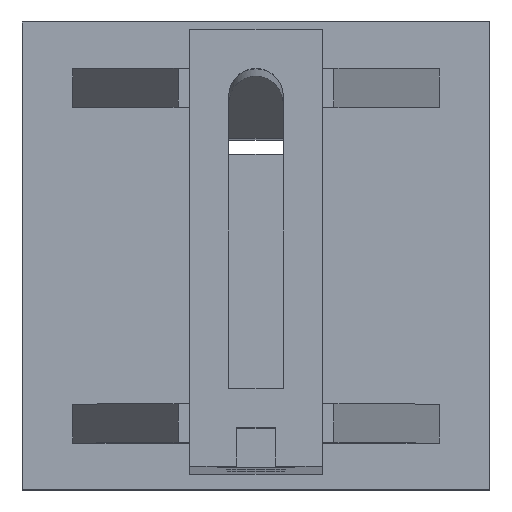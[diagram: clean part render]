
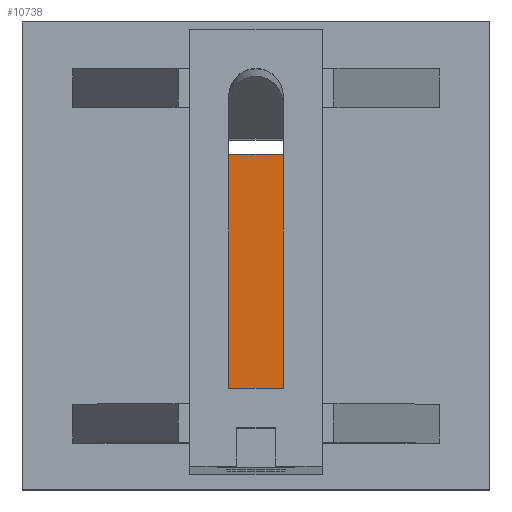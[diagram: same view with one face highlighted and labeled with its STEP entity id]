
A CAD part, top view. The second image highlights one B-rep face of the part: STEP entity #10738.
In plain terms, the highlighted planar face has unit normal (0, 0, 1).
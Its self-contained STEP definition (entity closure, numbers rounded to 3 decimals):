
#3376 = PLANE('',#3377);
#3377 = AXIS2_PLACEMENT_3D('',#3378,#3379,#3380);
#3378 = CARTESIAN_POINT('',(-0.35,3.945,26.427));
#3379 = DIRECTION('',(1.,0.,0.));
#3380 = DIRECTION('',(0.,1.,0.));
#3432 = PLANE('',#3433);
#3433 = AXIS2_PLACEMENT_3D('',#3434,#3435,#3436);
#3434 = CARTESIAN_POINT('',(0.35,3.945,26.427));
#3435 = DIRECTION('',(-1.,0.,0.));
#3436 = DIRECTION('',(0.,-1.,0.));
#6090 = PLANE('',#6091);
#6091 = AXIS2_PLACEMENT_3D('',#6092,#6093,#6094);
#6092 = CARTESIAN_POINT('',(-0.35,1.,60.));
#6093 = DIRECTION('',(0.,-1.,0.));
#6094 = DIRECTION('',(1.,0.,0.));
#7275 = PLANE('',#7276);
#7276 = AXIS2_PLACEMENT_3D('',#7277,#7278,#7279);
#7277 = CARTESIAN_POINT('',(-0.35,4.,60.));
#7278 = DIRECTION('',(0.,-1.,0.));
#7279 = DIRECTION('',(1.,0.,0.));
#10667 = VERTEX_POINT('',#10668);
#10668 = CARTESIAN_POINT('',(-0.35,1.,58.5));
#10689 = EDGE_CURVE('',#10667,#10690,#10692,.T.);
#10690 = VERTEX_POINT('',#10691);
#10691 = CARTESIAN_POINT('',(0.35,1.,58.5));
#10692 = SURFACE_CURVE('',#10693,(#10697,#10704),.PCURVE_S1.);
#10693 = LINE('',#10694,#10695);
#10694 = CARTESIAN_POINT('',(-0.35,1.,58.5));
#10695 = VECTOR('',#10696,1.);
#10696 = DIRECTION('',(1.,0.,0.));
#10697 = PCURVE('',#6090,#10698);
#10698 = DEFINITIONAL_REPRESENTATION('',(#10699),#10703);
#10699 = LINE('',#10700,#10701);
#10700 = CARTESIAN_POINT('',(0.,-1.5));
#10701 = VECTOR('',#10702,1.);
#10702 = DIRECTION('',(1.,0.));
#10703 = ( GEOMETRIC_REPRESENTATION_CONTEXT(2) 
PARAMETRIC_REPRESENTATION_CONTEXT() REPRESENTATION_CONTEXT('2D SPACE',''
  ) );
#10704 = PCURVE('',#10705,#10710);
#10705 = PLANE('',#10706);
#10706 = AXIS2_PLACEMENT_3D('',#10707,#10708,#10709);
#10707 = CARTESIAN_POINT('',(0.,2.969,58.5));
#10708 = DIRECTION('',(0.,0.,1.));
#10709 = DIRECTION('',(1.,0.,0.));
#10710 = DEFINITIONAL_REPRESENTATION('',(#10711),#10715);
#10711 = LINE('',#10712,#10713);
#10712 = CARTESIAN_POINT('',(-0.35,-1.969));
#10713 = VECTOR('',#10714,1.);
#10714 = DIRECTION('',(1.,0.));
#10715 = ( GEOMETRIC_REPRESENTATION_CONTEXT(2) 
PARAMETRIC_REPRESENTATION_CONTEXT() REPRESENTATION_CONTEXT('2D SPACE',''
  ) );
#10738 = ADVANCED_FACE('',(#10739),#10705,.T.);
#10739 = FACE_BOUND('',#10740,.T.);
#10740 = EDGE_LOOP('',(#10741,#10764,#10787,#10808));
#10741 = ORIENTED_EDGE('',*,*,#10742,.T.);
#10742 = EDGE_CURVE('',#10690,#10743,#10745,.T.);
#10743 = VERTEX_POINT('',#10744);
#10744 = CARTESIAN_POINT('',(0.35,4.,58.5));
#10745 = SURFACE_CURVE('',#10746,(#10750,#10757),.PCURVE_S1.);
#10746 = LINE('',#10747,#10748);
#10747 = CARTESIAN_POINT('',(0.35,1.,58.5));
#10748 = VECTOR('',#10749,1.);
#10749 = DIRECTION('',(0.,1.,0.));
#10750 = PCURVE('',#10705,#10751);
#10751 = DEFINITIONAL_REPRESENTATION('',(#10752),#10756);
#10752 = LINE('',#10753,#10754);
#10753 = CARTESIAN_POINT('',(0.35,-1.969));
#10754 = VECTOR('',#10755,1.);
#10755 = DIRECTION('',(0.,1.));
#10756 = ( GEOMETRIC_REPRESENTATION_CONTEXT(2) 
PARAMETRIC_REPRESENTATION_CONTEXT() REPRESENTATION_CONTEXT('2D SPACE',''
  ) );
#10757 = PCURVE('',#3432,#10758);
#10758 = DEFINITIONAL_REPRESENTATION('',(#10759),#10763);
#10759 = LINE('',#10760,#10761);
#10760 = CARTESIAN_POINT('',(2.945,32.073));
#10761 = VECTOR('',#10762,1.);
#10762 = DIRECTION('',(-1.,0.));
#10763 = ( GEOMETRIC_REPRESENTATION_CONTEXT(2) 
PARAMETRIC_REPRESENTATION_CONTEXT() REPRESENTATION_CONTEXT('2D SPACE',''
  ) );
#10764 = ORIENTED_EDGE('',*,*,#10765,.T.);
#10765 = EDGE_CURVE('',#10743,#10766,#10768,.T.);
#10766 = VERTEX_POINT('',#10767);
#10767 = CARTESIAN_POINT('',(-0.35,4.,58.5));
#10768 = SURFACE_CURVE('',#10769,(#10773,#10780),.PCURVE_S1.);
#10769 = LINE('',#10770,#10771);
#10770 = CARTESIAN_POINT('',(-0.175,4.,58.5));
#10771 = VECTOR('',#10772,1.);
#10772 = DIRECTION('',(-1.,0.,0.));
#10773 = PCURVE('',#10705,#10774);
#10774 = DEFINITIONAL_REPRESENTATION('',(#10775),#10779);
#10775 = LINE('',#10776,#10777);
#10776 = CARTESIAN_POINT('',(-0.175,1.031));
#10777 = VECTOR('',#10778,1.);
#10778 = DIRECTION('',(-1.,0.));
#10779 = ( GEOMETRIC_REPRESENTATION_CONTEXT(2) 
PARAMETRIC_REPRESENTATION_CONTEXT() REPRESENTATION_CONTEXT('2D SPACE',''
  ) );
#10780 = PCURVE('',#7275,#10781);
#10781 = DEFINITIONAL_REPRESENTATION('',(#10782),#10786);
#10782 = LINE('',#10783,#10784);
#10783 = CARTESIAN_POINT('',(0.175,-1.5));
#10784 = VECTOR('',#10785,1.);
#10785 = DIRECTION('',(-1.,0.));
#10786 = ( GEOMETRIC_REPRESENTATION_CONTEXT(2) 
PARAMETRIC_REPRESENTATION_CONTEXT() REPRESENTATION_CONTEXT('2D SPACE',''
  ) );
#10787 = ORIENTED_EDGE('',*,*,#10788,.T.);
#10788 = EDGE_CURVE('',#10766,#10667,#10789,.T.);
#10789 = SURFACE_CURVE('',#10790,(#10794,#10801),.PCURVE_S1.);
#10790 = LINE('',#10791,#10792);
#10791 = CARTESIAN_POINT('',(-0.35,4.75,58.5));
#10792 = VECTOR('',#10793,1.);
#10793 = DIRECTION('',(0.,-1.,0.));
#10794 = PCURVE('',#10705,#10795);
#10795 = DEFINITIONAL_REPRESENTATION('',(#10796),#10800);
#10796 = LINE('',#10797,#10798);
#10797 = CARTESIAN_POINT('',(-0.35,1.781));
#10798 = VECTOR('',#10799,1.);
#10799 = DIRECTION('',(0.,-1.));
#10800 = ( GEOMETRIC_REPRESENTATION_CONTEXT(2) 
PARAMETRIC_REPRESENTATION_CONTEXT() REPRESENTATION_CONTEXT('2D SPACE',''
  ) );
#10801 = PCURVE('',#3376,#10802);
#10802 = DEFINITIONAL_REPRESENTATION('',(#10803),#10807);
#10803 = LINE('',#10804,#10805);
#10804 = CARTESIAN_POINT('',(0.805,32.073));
#10805 = VECTOR('',#10806,1.);
#10806 = DIRECTION('',(-1.,0.));
#10807 = ( GEOMETRIC_REPRESENTATION_CONTEXT(2) 
PARAMETRIC_REPRESENTATION_CONTEXT() REPRESENTATION_CONTEXT('2D SPACE',''
  ) );
#10808 = ORIENTED_EDGE('',*,*,#10689,.T.);
